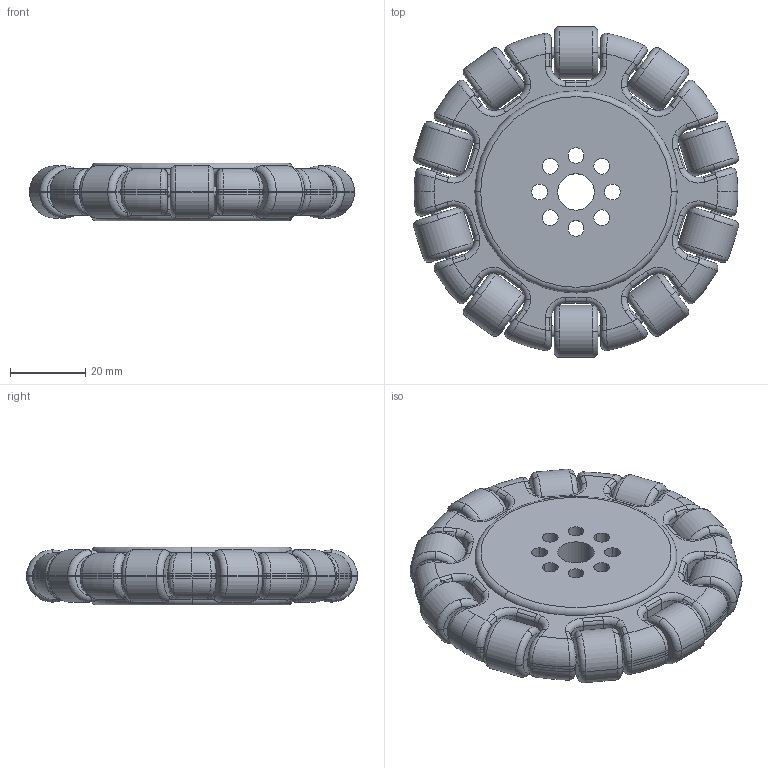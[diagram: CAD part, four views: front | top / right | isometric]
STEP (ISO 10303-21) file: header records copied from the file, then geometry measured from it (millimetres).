
FILE_DESCRIPTION (( 'STEP AP203' ), '1' );
FILE_NAME ('8cm wheel_Default_sldprt.STEP', '2023-01-28T19:13:47', ( 'Windows User' ), ( '' ), 'SwSTEP 2.0', 'SolidWorks 2022', '' );
FILE_SCHEMA (( 'CONFIG_CONTROL_DESIGN' ));
Length unit declared in the file: millimetre
Products named in the file (1): 8cm wheel_Default_sldprt
Bounding box: 86.59 x 88.1 x 15.38 mm (x, y, z)
Volume: 70306.2 mm3; surface area: 33363 mm2
Topology: 2 solids, 2 shells, 670 faces, 2008 edges, 1284 vertices
Faces by surface type: cylinder 360, torus 164, plane 106, bspline 40
Entity records: 25875 total; most frequent: CARTESIAN_POINT 7243, ORIENTED_EDGE 4016, DIRECTION 3998, EDGE_CURVE 2008, AXIS2_PLACEMENT_3D 1639, VERTEX_POINT 1284, CIRCLE 1008, EDGE_LOOP 768
